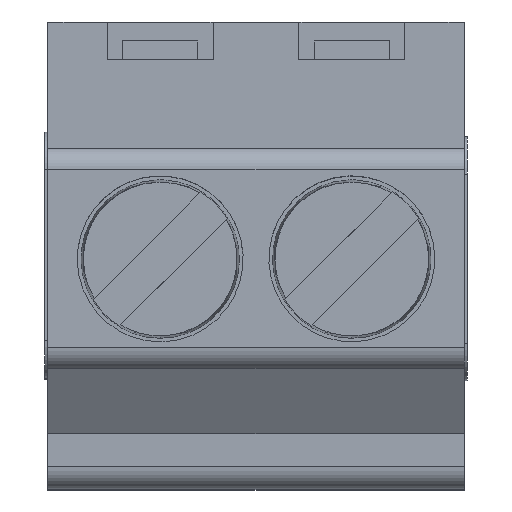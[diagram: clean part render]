
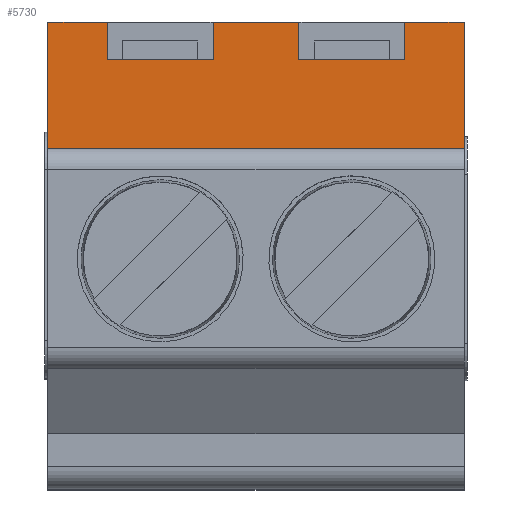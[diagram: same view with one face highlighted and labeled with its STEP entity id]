
A CAD part, top view. The second image highlights one B-rep face of the part: STEP entity #5730.
In plain terms, the highlighted planar face has unit normal (0, 0.951, 0.309).
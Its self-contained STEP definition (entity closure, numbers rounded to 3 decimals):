
#5730=ADVANCED_FACE('',(#13264),#13265,.F.);
#6634=VERTEX_POINT('',#14447);
#6638=VERTEX_POINT('',#14451);
#6640=EDGE_CURVE('',#6638,#6634,#14453,.T.);
#6738=VERTEX_POINT('',#14551);
#6742=VERTEX_POINT('',#14555);
#6744=EDGE_CURVE('',#6738,#6742,#14557,.T.);
#7050=VERTEX_POINT('',#14863);
#7052=EDGE_CURVE('',#6738,#7050,#14865,.T.);
#7074=VERTEX_POINT('',#14887);
#7078=EDGE_CURVE('',#7050,#7074,#14891,.T.);
#7108=VERTEX_POINT('',#14921);
#7112=VERTEX_POINT('',#14925);
#7114=EDGE_CURVE('',#7108,#7112,#14927,.T.);
#7138=VERTEX_POINT('',#14951);
#7140=EDGE_CURVE('',#7108,#7138,#14953,.T.);
#7320=VERTEX_POINT('',#15133);
#7324=EDGE_CURVE('',#7138,#7320,#15137,.T.);
#7752=EDGE_CURVE('',#7074,#7112,#15565,.T.);
#7754=EDGE_CURVE('',#6634,#6742,#15567,.T.);
#7756=VERTEX_POINT('',#15569);
#7760=EDGE_CURVE('',#7320,#7756,#15573,.T.);
#9334=VERTEX_POINT('',#17147);
#9336=EDGE_CURVE('',#7756,#9334,#17149,.T.);
#9338=EDGE_CURVE('',#6638,#9334,#17151,.T.);
#13264=FACE_OUTER_BOUND('',#21837,.T.);
#13265=PLANE('',#21838);
#14447=CARTESIAN_POINT('',(5.52,6.2,3.114));
#14451=CARTESIAN_POINT('',(5.52,4.517,8.293));
#14453=LINE('',#24303,#24304);
#14551=CARTESIAN_POINT('',(4.73,5.7,4.653));
#14555=CARTESIAN_POINT('',(4.73,6.2,3.114));
#14557=LINE('',#24485,#24486);
#14863=CARTESIAN_POINT('',(3.33,5.7,4.653));
#14865=LINE('',#25127,#25128);
#14887=CARTESIAN_POINT('',(3.33,6.2,3.114));
#14891=LINE('',#25171,#25172);
#14921=CARTESIAN_POINT('',(2.19,5.7,4.653));
#14925=CARTESIAN_POINT('',(2.19,6.2,3.114));
#14927=LINE('',#25227,#25228);
#14951=CARTESIAN_POINT('',(0.79,5.7,4.653));
#14953=LINE('',#25267,#25268);
#15133=CARTESIAN_POINT('',(0.79,6.2,3.114));
#15137=LINE('',#25652,#25653);
#15565=LINE('',#26338,#26339);
#15567=LINE('',#26342,#26343);
#15569=CARTESIAN_POINT('',(0.,6.2,3.114));
#15573=LINE('',#26352,#26353);
#17147=CARTESIAN_POINT('',(0.,4.517,8.293));
#17149=LINE('',#28879,#28880);
#17151=LINE('',#28883,#28884);
#21837=EDGE_LOOP('',(#35646,#35647,#35648,#35649,#35650,#35651,#35652,#35653,#35654,#35655,#35656,#35657));
#21838=AXIS2_PLACEMENT_3D('',#35658,#35659,#35660);
#24303=CARTESIAN_POINT('',(5.52,4.517,8.293));
#24304=VECTOR('',#38015,1.0);
#24485=CARTESIAN_POINT('',(4.73,5.7,4.653));
#24486=VECTOR('',#38059,1.0);
#25127=CARTESIAN_POINT('',(4.03,5.7,4.653));
#25128=VECTOR('',#38182,1.0);
#25171=CARTESIAN_POINT('',(3.33,5.7,4.653));
#25172=VECTOR('',#38191,1.0);
#25227=CARTESIAN_POINT('',(2.19,5.7,4.653));
#25228=VECTOR('',#38206,1.0);
#25267=CARTESIAN_POINT('',(1.49,5.7,4.653));
#25268=VECTOR('',#38218,1.0);
#25652=CARTESIAN_POINT('',(0.79,5.7,4.653));
#25653=VECTOR('',#38281,1.0);
#26338=CARTESIAN_POINT('',(3.33,6.2,3.114));
#26339=VECTOR('',#38391,1.0);
#26342=CARTESIAN_POINT('',(5.52,6.2,3.114));
#26343=VECTOR('',#38392,1.0);
#26352=CARTESIAN_POINT('',(0.79,6.2,3.114));
#26353=VECTOR('',#38394,1.0);
#28879=CARTESIAN_POINT('',(0.,6.2,3.114));
#28880=VECTOR('',#38892,1.0);
#28883=CARTESIAN_POINT('',(5.52,4.517,8.293));
#28884=VECTOR('',#38893,1.0);
#35646=ORIENTED_EDGE('',*,*,#9336,.T.);
#35647=ORIENTED_EDGE('',*,*,#9338,.F.);
#35648=ORIENTED_EDGE('',*,*,#6640,.T.);
#35649=ORIENTED_EDGE('',*,*,#7754,.T.);
#35650=ORIENTED_EDGE('',*,*,#6744,.F.);
#35651=ORIENTED_EDGE('',*,*,#7052,.T.);
#35652=ORIENTED_EDGE('',*,*,#7078,.T.);
#35653=ORIENTED_EDGE('',*,*,#7752,.T.);
#35654=ORIENTED_EDGE('',*,*,#7114,.F.);
#35655=ORIENTED_EDGE('',*,*,#7140,.T.);
#35656=ORIENTED_EDGE('',*,*,#7324,.T.);
#35657=ORIENTED_EDGE('',*,*,#7760,.T.);
#35658=CARTESIAN_POINT('',(1.527,6.242,2.985));
#35659=DIRECTION('',(0.0,-0.951,-0.309));
#35660=DIRECTION('',(0.0,0.309,-0.951));
#38015=DIRECTION('',(0.0,0.309,-0.951));
#38059=DIRECTION('',(0.0,0.309,-0.951));
#38182=DIRECTION('',(-1.0,0.0,0.0));
#38191=DIRECTION('',(0.0,0.309,-0.951));
#38206=DIRECTION('',(0.0,0.309,-0.951));
#38218=DIRECTION('',(-1.0,0.0,0.0));
#38281=DIRECTION('',(0.0,0.309,-0.951));
#38391=DIRECTION('',(-1.0,0.0,0.0));
#38392=DIRECTION('',(-1.0,0.0,0.0));
#38394=DIRECTION('',(-1.0,0.0,0.0));
#38892=DIRECTION('',(0.0,-0.309,0.951));
#38893=DIRECTION('',(-1.0,0.0,0.0));
